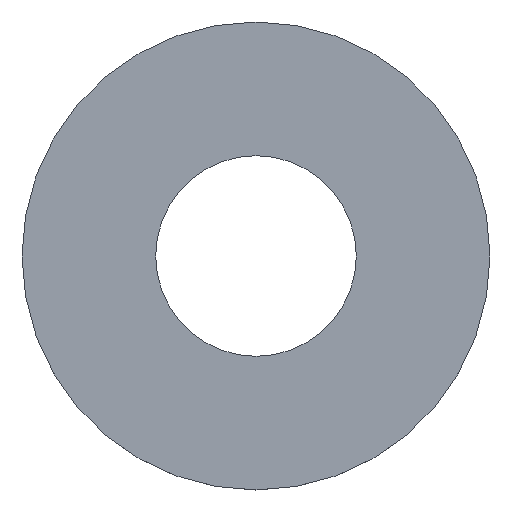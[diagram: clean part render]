
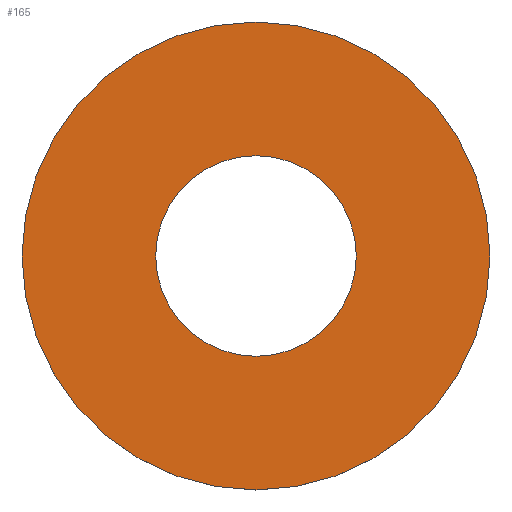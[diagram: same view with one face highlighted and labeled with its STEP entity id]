
A CAD part, top view. The second image highlights one B-rep face of the part: STEP entity #165.
In plain terms, the highlighted planar face has unit normal (0, 0, 1).
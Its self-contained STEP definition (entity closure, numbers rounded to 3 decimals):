
#1 = VERTEX_POINT ( 'NONE', #102 ) ;
#2 = DIRECTION ( 'NONE',  ( 0., 0., 1. ) ) ;
#10 = ORIENTED_EDGE ( 'NONE', *, *, #242, .T. ) ;
#23 = DIRECTION ( 'NONE',  ( 0., 0., 1. ) ) ;
#36 = FACE_BOUND ( 'NONE', #64, .T. ) ;
#40 = CIRCLE ( 'NONE', #163, 75. ) ;
#44 = CARTESIAN_POINT ( 'NONE',  ( 175., 0., 10. ) ) ;
#64 = EDGE_LOOP ( 'NONE', ( #243, #92 ) ) ;
#66 = AXIS2_PLACEMENT_3D ( 'NONE', #197, #108, #236 ) ;
#68 = DIRECTION ( 'NONE',  ( 1., 0., 0. ) ) ;
#70 = CARTESIAN_POINT ( 'NONE',  ( 75., 0., 10. ) ) ;
#79 = VERTEX_POINT ( 'NONE', #148 ) ;
#84 = EDGE_CURVE ( 'NONE', #1, #230, #40, .T. ) ;
#88 = CARTESIAN_POINT ( 'NONE',  ( 0., 0., 10. ) ) ;
#92 = ORIENTED_EDGE ( 'NONE', *, *, #231, .F. ) ;
#99 = CIRCLE ( 'NONE', #66, 175. ) ;
#102 = CARTESIAN_POINT ( 'NONE',  ( -75., 0., 10. ) ) ;
#108 = DIRECTION ( 'NONE',  ( 0., 0., 1. ) ) ;
#109 = CIRCLE ( 'NONE', #218, 175. ) ;
#112 = CARTESIAN_POINT ( 'NONE',  ( 0., 0., 10. ) ) ;
#113 = EDGE_CURVE ( 'NONE', #128, #79, #109, .T. ) ;
#121 = AXIS2_PLACEMENT_3D ( 'NONE', #112, #149, #241 ) ;
#122 = CARTESIAN_POINT ( 'NONE',  ( 0., 0., 10. ) ) ;
#128 = VERTEX_POINT ( 'NONE', #44 ) ;
#138 = CIRCLE ( 'NONE', #121, 75. ) ;
#146 = FACE_OUTER_BOUND ( 'NONE', #164, .T. ) ;
#148 = CARTESIAN_POINT ( 'NONE',  ( -175., 0., 10. ) ) ;
#149 = DIRECTION ( 'NONE',  ( 0., 0., 1. ) ) ;
#163 = AXIS2_PLACEMENT_3D ( 'NONE', #122, #2, #249 ) ;
#164 = EDGE_LOOP ( 'NONE', ( #10, #223 ) ) ;
#165 = ADVANCED_FACE ( 'NONE', ( #146, #36 ), #199, .T. ) ;
#170 = DIRECTION ( 'NONE',  ( 1., 0., 0. ) ) ;
#171 = CARTESIAN_POINT ( 'NONE',  ( 0., 0., 10. ) ) ;
#197 = CARTESIAN_POINT ( 'NONE',  ( 0., 0., 10. ) ) ;
#199 = PLANE ( 'NONE',  #246 ) ;
#214 = DIRECTION ( 'NONE',  ( 0., 0., 1. ) ) ;
#218 = AXIS2_PLACEMENT_3D ( 'NONE', #171, #214, #68 ) ;
#223 = ORIENTED_EDGE ( 'NONE', *, *, #113, .T. ) ;
#230 = VERTEX_POINT ( 'NONE', #70 ) ;
#231 = EDGE_CURVE ( 'NONE', #230, #1, #138, .T. ) ;
#236 = DIRECTION ( 'NONE',  ( 1., 0., 0. ) ) ;
#241 = DIRECTION ( 'NONE',  ( 1., 0., 0. ) ) ;
#242 = EDGE_CURVE ( 'NONE', #79, #128, #99, .T. ) ;
#243 = ORIENTED_EDGE ( 'NONE', *, *, #84, .F. ) ;
#246 = AXIS2_PLACEMENT_3D ( 'NONE', #88, #23, #170 ) ;
#249 = DIRECTION ( 'NONE',  ( 1., 0., 0. ) ) ;
